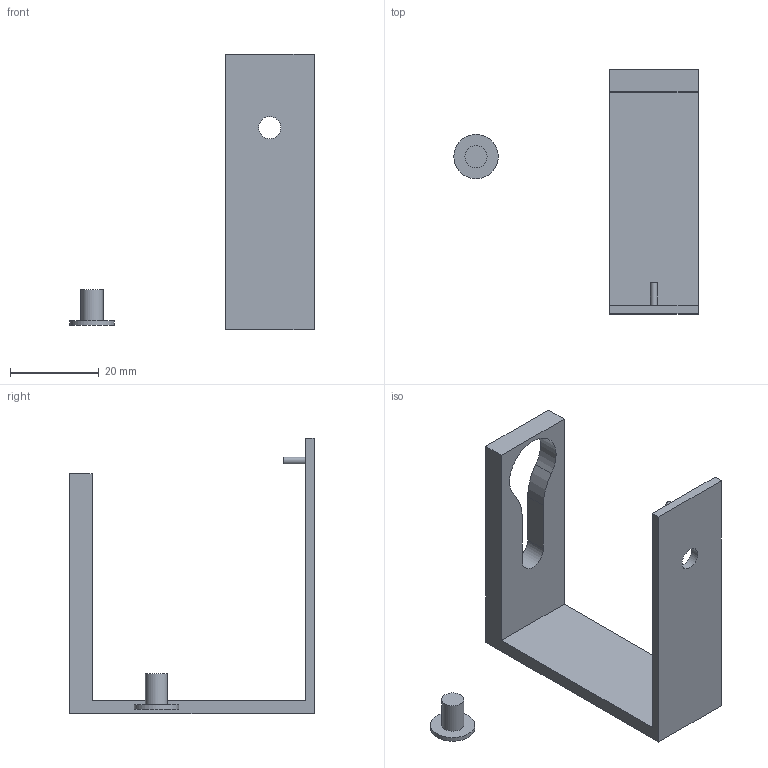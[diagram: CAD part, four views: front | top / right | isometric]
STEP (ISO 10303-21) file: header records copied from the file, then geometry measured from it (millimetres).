
FILE_DESCRIPTION(/* description */ ('','CAx-IF Rec.Pracs.---Representation and Presentation of Product Manufacturing Information (PMI)---4.0---2014-10-13'),/* implementation_level */ '2;1');
FILE_NAME(/* name */ 'Lower Shoulder v6.step',/* time_stamp */ '2025-01-23T12:08:08+11:00',/* author */ (''),/* organization */ (''),/* preprocessor_version */ 'ST-DEVELOPER v20',/* originating_system */ 'Autodesk Translation Framework v13.20.0.188',/* authorisation */ '');
FILE_SCHEMA (('AP242_MANAGED_MODEL_BASED_3D_ENGINEERING_MIM_LF { 1 0 10303 442 1 1 4 }'));
Length unit declared in the file: millimetre
Products named in the file (2): Lower Shoulder; SERVO ARM HORN 25T ALUMINIUM
Assembly tree (1 placements, depth 2):
  Lower Shoulder
    SERVO ARM HORN 25T ALUMINIUM
Bounding box: 55 x 55 x 62 mm (x, y, z)
Volume: 9402.6 mm3; surface area: 7910.8 mm2
Topology: 2 solids, 2 shells, 28 faces, 66 edges, 44 vertices
Faces by surface type: plane 18, cylinder 10
Full cylindrical faces by diameter (mm): 1.5 x1, 5 x2, 10 x1
Entity records: 870 total; most frequent: DIRECTION 148, CARTESIAN_POINT 141, ORIENTED_EDGE 132, EDGE_CURVE 66, AXIS2_PLACEMENT_3D 51, LINE 46, VECTOR 46, VERTEX_POINT 44
